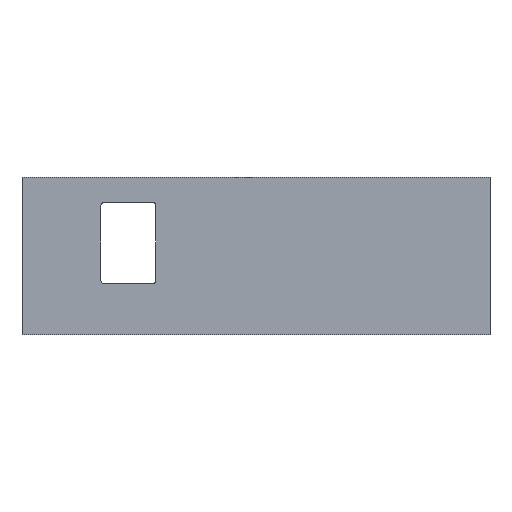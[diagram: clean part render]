
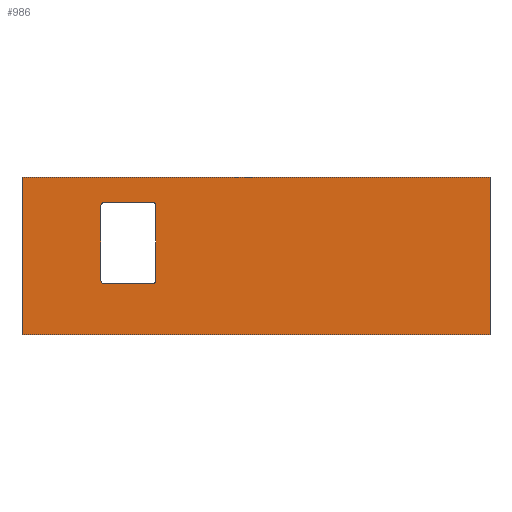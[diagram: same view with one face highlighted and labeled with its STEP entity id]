
A CAD part, front view. The second image highlights one B-rep face of the part: STEP entity #986.
In plain terms, the highlighted planar face has unit normal (0, -1, 0).
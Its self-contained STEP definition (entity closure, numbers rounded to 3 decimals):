
#6 = CIRCLE ( 'NONE', #900, 0.75 ) ;
#16 = ORIENTED_EDGE ( 'NONE', *, *, #654, .F. ) ;
#17 = VERTEX_POINT ( 'NONE', #761 ) ;
#23 = DIRECTION ( 'NONE',  ( -0.707, 0., 0.707 ) ) ;
#44 = LINE ( 'NONE', #1304, #91 ) ;
#48 = LINE ( 'NONE', #1128, #89 ) ;
#49 = CARTESIAN_POINT ( 'NONE',  ( 55., -4., 0. ) ) ;
#57 = EDGE_CURVE ( 'NONE', #1387, #326, #1535, .T. ) ;
#75 = DIRECTION ( 'NONE',  ( -1., 0., 0. ) ) ;
#80 = DIRECTION ( 'NONE',  ( 1., 0., 0. ) ) ;
#82 = VERTEX_POINT ( 'NONE', #887 ) ;
#89 = VECTOR ( 'NONE', #379, 1000. ) ;
#91 = VECTOR ( 'NONE', #1390, 1000. ) ;
#93 = EDGE_CURVE ( 'NONE', #1336, #655, #48, .T. ) ;
#97 = DIRECTION ( 'NONE',  ( 0.707, 0., -0.707 ) ) ;
#101 = VERTEX_POINT ( 'NONE', #1485 ) ;
#105 = EDGE_CURVE ( 'NONE', #82, #965, #1111, .T. ) ;
#106 = CIRCLE ( 'NONE', #261, 0.75 ) ;
#109 = AXIS2_PLACEMENT_3D ( 'NONE', #446, #1422, #877 ) ;
#128 = DIRECTION ( 'NONE',  ( 0., -1., 0. ) ) ;
#146 = EDGE_CURVE ( 'NONE', #1387, #590, #1020, .T. ) ;
#169 = AXIS2_PLACEMENT_3D ( 'NONE', #1261, #1342, #248 ) ;
#174 = CARTESIAN_POINT ( 'NONE',  ( -45.725, -4., 31.1 ) ) ;
#190 = PLANE ( 'NONE',  #333 ) ;
#192 = CARTESIAN_POINT ( 'NONE',  ( 55., -4., 0. ) ) ;
#194 = CARTESIAN_POINT ( 'NONE',  ( -39.275, -4., 12. ) ) ;
#220 = CARTESIAN_POINT ( 'NONE',  ( -23.55, -4., 12.75 ) ) ;
#229 = DIRECTION ( 'NONE',  ( -0.707, 0., -0.707 ) ) ;
#240 = EDGE_CURVE ( 'NONE', #1425, #101, #1295, .T. ) ;
#248 = DIRECTION ( 'NONE',  ( 0.707, 0., -0.707 ) ) ;
#250 = EDGE_LOOP ( 'NONE', ( #966, #875, #374, #1552, #643, #694, #1164, #1233, #1040, #929, #16, #1296 ) ) ;
#261 = AXIS2_PLACEMENT_3D ( 'NONE', #1441, #1079, #97 ) ;
#313 = VECTOR ( 'NONE', #1169, 1000. ) ;
#320 = LINE ( 'NONE', #677, #1073 ) ;
#326 = VERTEX_POINT ( 'NONE', #817 ) ;
#333 = AXIS2_PLACEMENT_3D ( 'NONE', #1399, #536, #415 ) ;
#363 = CARTESIAN_POINT ( 'NONE',  ( -55., -4., 37. ) ) ;
#374 = ORIENTED_EDGE ( 'NONE', *, *, #1496, .F. ) ;
#379 = DIRECTION ( 'NONE',  ( 0., 0., 1. ) ) ;
#387 = CARTESIAN_POINT ( 'NONE',  ( -35.7, -4., 30.35 ) ) ;
#404 = CARTESIAN_POINT ( 'NONE',  ( -35.7, -4., 12.75 ) ) ;
#406 = AXIS2_PLACEMENT_3D ( 'NONE', #1326, #845, #23 ) ;
#415 = DIRECTION ( 'NONE',  ( 1., 0., 0. ) ) ;
#437 = VECTOR ( 'NONE', #75, 1000. ) ;
#446 = CARTESIAN_POINT ( 'NONE',  ( -24.3, -4., 30.35 ) ) ;
#488 = EDGE_CURVE ( 'NONE', #1569, #591, #44, .T. ) ;
#507 = DIRECTION ( 'NONE',  ( 0., -1., 0. ) ) ;
#526 = DIRECTION ( 'NONE',  ( 0., 0., 1. ) ) ;
#536 = DIRECTION ( 'NONE',  ( 0., -1., 0. ) ) ;
#539 = CARTESIAN_POINT ( 'NONE',  ( -24.3, -4., 30.35 ) ) ;
#549 = ORIENTED_EDGE ( 'NONE', *, *, #892, .T. ) ;
#572 = VERTEX_POINT ( 'NONE', #787 ) ;
#590 = VERTEX_POINT ( 'NONE', #1313 ) ;
#591 = VERTEX_POINT ( 'NONE', #220 ) ;
#622 = CARTESIAN_POINT ( 'NONE',  ( 55., -4., 0. ) ) ;
#643 = ORIENTED_EDGE ( 'NONE', *, *, #943, .F. ) ;
#654 = EDGE_CURVE ( 'NONE', #1476, #590, #6, .T. ) ;
#655 = VERTEX_POINT ( 'NONE', #363 ) ;
#677 = CARTESIAN_POINT ( 'NONE',  ( 55., -4., 37. ) ) ;
#681 = CARTESIAN_POINT ( 'NONE',  ( -36.45, -4., 6. ) ) ;
#690 = VECTOR ( 'NONE', #526, 1000. ) ;
#694 = ORIENTED_EDGE ( 'NONE', *, *, #1144, .F. ) ;
#713 = AXIS2_PLACEMENT_3D ( 'NONE', #539, #1300, #1407 ) ;
#758 = EDGE_CURVE ( 'NONE', #572, #101, #819, .T. ) ;
#761 = CARTESIAN_POINT ( 'NONE',  ( 55., -4., 37. ) ) ;
#768 = DIRECTION ( 'NONE',  ( -0.707, 0., 0.707 ) ) ;
#787 = CARTESIAN_POINT ( 'NONE',  ( -36.23, -4., 30.88 ) ) ;
#797 = LINE ( 'NONE', #192, #437 ) ;
#814 = CIRCLE ( 'NONE', #406, 0.75 ) ;
#817 = CARTESIAN_POINT ( 'NONE',  ( -23.77, -4., 12.22 ) ) ;
#819 = CIRCLE ( 'NONE', #1196, 0.75 ) ;
#835 = CARTESIAN_POINT ( 'NONE',  ( -36.23, -4., 12.22 ) ) ;
#845 = DIRECTION ( 'NONE',  ( 0., -1., 0. ) ) ;
#847 = CARTESIAN_POINT ( 'NONE',  ( -36.45, -4., 12.75 ) ) ;
#875 = ORIENTED_EDGE ( 'NONE', *, *, #758, .F. ) ;
#877 = DIRECTION ( 'NONE',  ( 0.707, 0., 0.707 ) ) ;
#880 = CARTESIAN_POINT ( 'NONE',  ( -23.55, -4., 30.35 ) ) ;
#887 = CARTESIAN_POINT ( 'NONE',  ( -35.7, -4., 31.1 ) ) ;
#892 = EDGE_CURVE ( 'NONE', #1442, #17, #1396, .T. ) ;
#900 = AXIS2_PLACEMENT_3D ( 'NONE', #1460, #128, #229 ) ;
#902 = AXIS2_PLACEMENT_3D ( 'NONE', #404, #1544, #1416 ) ;
#906 = EDGE_CURVE ( 'NONE', #1425, #1476, #1329, .T. ) ;
#911 = FACE_BOUND ( 'NONE', #250, .T. ) ;
#929 = ORIENTED_EDGE ( 'NONE', *, *, #146, .T. ) ;
#933 = DIRECTION ( 'NONE',  ( -1., 0., 0. ) ) ;
#943 = EDGE_CURVE ( 'NONE', #1549, #965, #1457, .T. ) ;
#947 = ORIENTED_EDGE ( 'NONE', *, *, #93, .F. ) ;
#965 = VERTEX_POINT ( 'NONE', #1490 ) ;
#966 = ORIENTED_EDGE ( 'NONE', *, *, #240, .T. ) ;
#986 = ADVANCED_FACE ( 'NONE', ( #1142, #911 ), #190, .T. ) ;
#987 = ORIENTED_EDGE ( 'NONE', *, *, #1057, .F. ) ;
#1020 = LINE ( 'NONE', #194, #1414 ) ;
#1040 = ORIENTED_EDGE ( 'NONE', *, *, #57, .F. ) ;
#1057 = EDGE_CURVE ( 'NONE', #1442, #1336, #797, .T. ) ;
#1073 = VECTOR ( 'NONE', #80, 1000. ) ;
#1079 = DIRECTION ( 'NONE',  ( 0., -1., 0. ) ) ;
#1087 = CARTESIAN_POINT ( 'NONE',  ( -23.77, -4., 30.88 ) ) ;
#1111 = LINE ( 'NONE', #174, #1308 ) ;
#1128 = CARTESIAN_POINT ( 'NONE',  ( -55., -4., 0. ) ) ;
#1142 = FACE_OUTER_BOUND ( 'NONE', #1479, .T. ) ;
#1144 = EDGE_CURVE ( 'NONE', #1569, #1549, #1537, .T. ) ;
#1164 = ORIENTED_EDGE ( 'NONE', *, *, #488, .T. ) ;
#1169 = DIRECTION ( 'NONE',  ( 0., 0., 1. ) ) ;
#1196 = AXIS2_PLACEMENT_3D ( 'NONE', #387, #507, #768 ) ;
#1215 = EDGE_CURVE ( 'NONE', #326, #591, #106, .T. ) ;
#1231 = DIRECTION ( 'NONE',  ( 1., 0., 0. ) ) ;
#1233 = ORIENTED_EDGE ( 'NONE', *, *, #1215, .F. ) ;
#1243 = ORIENTED_EDGE ( 'NONE', *, *, #1353, .F. ) ;
#1261 = CARTESIAN_POINT ( 'NONE',  ( -24.3, -4., 12.75 ) ) ;
#1295 = LINE ( 'NONE', #681, #313 ) ;
#1296 = ORIENTED_EDGE ( 'NONE', *, *, #906, .F. ) ;
#1300 = DIRECTION ( 'NONE',  ( 0., -1., 0. ) ) ;
#1304 = CARTESIAN_POINT ( 'NONE',  ( -23.55, -4., 15.55 ) ) ;
#1308 = VECTOR ( 'NONE', #1231, 1000. ) ;
#1313 = CARTESIAN_POINT ( 'NONE',  ( -35.7, -4., 12. ) ) ;
#1326 = CARTESIAN_POINT ( 'NONE',  ( -35.7, -4., 30.35 ) ) ;
#1329 = CIRCLE ( 'NONE', #902, 0.75 ) ;
#1336 = VERTEX_POINT ( 'NONE', #1524 ) ;
#1342 = DIRECTION ( 'NONE',  ( 0., -1., 0. ) ) ;
#1353 = EDGE_CURVE ( 'NONE', #655, #17, #320, .T. ) ;
#1387 = VERTEX_POINT ( 'NONE', #1388 ) ;
#1388 = CARTESIAN_POINT ( 'NONE',  ( -24.3, -4., 12. ) ) ;
#1390 = DIRECTION ( 'NONE',  ( 0., 0., -1. ) ) ;
#1396 = LINE ( 'NONE', #49, #690 ) ;
#1399 = CARTESIAN_POINT ( 'NONE',  ( -55., -4., 0. ) ) ;
#1407 = DIRECTION ( 'NONE',  ( 0.707, 0., 0.707 ) ) ;
#1414 = VECTOR ( 'NONE', #933, 1000. ) ;
#1416 = DIRECTION ( 'NONE',  ( -0.707, 0., -0.707 ) ) ;
#1422 = DIRECTION ( 'NONE',  ( 0., -1., 0. ) ) ;
#1425 = VERTEX_POINT ( 'NONE', #847 ) ;
#1441 = CARTESIAN_POINT ( 'NONE',  ( -24.3, -4., 12.75 ) ) ;
#1442 = VERTEX_POINT ( 'NONE', #622 ) ;
#1457 = CIRCLE ( 'NONE', #109, 0.75 ) ;
#1460 = CARTESIAN_POINT ( 'NONE',  ( -35.7, -4., 12.75 ) ) ;
#1476 = VERTEX_POINT ( 'NONE', #835 ) ;
#1479 = EDGE_LOOP ( 'NONE', ( #987, #549, #1243, #947 ) ) ;
#1485 = CARTESIAN_POINT ( 'NONE',  ( -36.45, -4., 30.35 ) ) ;
#1490 = CARTESIAN_POINT ( 'NONE',  ( -24.3, -4., 31.1 ) ) ;
#1496 = EDGE_CURVE ( 'NONE', #82, #572, #814, .T. ) ;
#1524 = CARTESIAN_POINT ( 'NONE',  ( -55., -4., 0. ) ) ;
#1535 = CIRCLE ( 'NONE', #169, 0.75 ) ;
#1537 = CIRCLE ( 'NONE', #713, 0.75 ) ;
#1544 = DIRECTION ( 'NONE',  ( 0., -1., 0. ) ) ;
#1549 = VERTEX_POINT ( 'NONE', #1087 ) ;
#1552 = ORIENTED_EDGE ( 'NONE', *, *, #105, .T. ) ;
#1569 = VERTEX_POINT ( 'NONE', #880 ) ;
